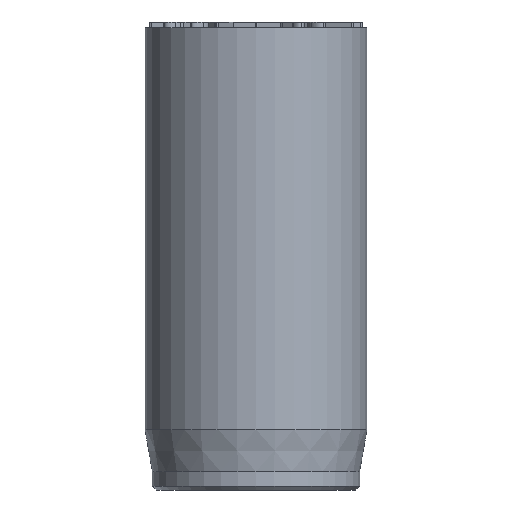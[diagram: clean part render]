
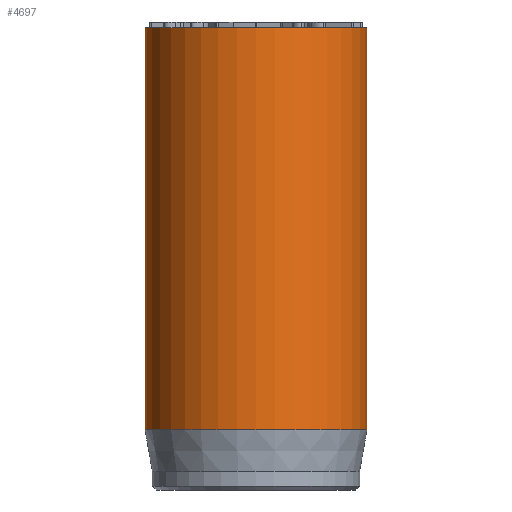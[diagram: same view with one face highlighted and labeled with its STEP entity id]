
A CAD part, front view. The second image highlights one B-rep face of the part: STEP entity #4697.
In plain terms, the highlighted cylindrical face has radius 6 mm (diameter 12 mm), a full revolution.
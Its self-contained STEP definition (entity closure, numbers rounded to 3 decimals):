
#32=CYLINDRICAL_SURFACE('',#4876,6.);
#46=CIRCLE('',#4846,6.);
#62=CIRCLE('',#4874,6.);
#63=CIRCLE('',#4875,6.);
#808=FACE_OUTER_BOUND('',#1089,.T.);
#1089=EDGE_LOOP('',(#4264,#4265,#4266,#4267,#4268));
#1432=LINE('',#8909,#1783);
#1783=VECTOR('',#5436,6.);
#2231=VERTEX_POINT('',#8851);
#2247=VERTEX_POINT('',#8903);
#2248=VERTEX_POINT('',#8904);
#2901=EDGE_CURVE('',#2231,#2231,#46,.T.);
#2925=EDGE_CURVE('',#2247,#2248,#62,.T.);
#2926=EDGE_CURVE('',#2248,#2247,#63,.T.);
#2928=EDGE_CURVE('',#2231,#2247,#1432,.T.);
#4264=ORIENTED_EDGE('',*,*,#2901,.T.);
#4265=ORIENTED_EDGE('',*,*,#2928,.T.);
#4266=ORIENTED_EDGE('',*,*,#2925,.T.);
#4267=ORIENTED_EDGE('',*,*,#2926,.T.);
#4268=ORIENTED_EDGE('',*,*,#2928,.F.);
#4697=ADVANCED_FACE('',(#808),#32,.T.);
#4846=AXIS2_PLACEMENT_3D('',#8852,#5365,#5366);
#4874=AXIS2_PLACEMENT_3D('',#8905,#5429,#5430);
#4875=AXIS2_PLACEMENT_3D('',#8906,#5431,#5432);
#4876=AXIS2_PLACEMENT_3D('',#8908,#5434,#5435);
#5365=DIRECTION('center_axis',(0.,0.,-1.));
#5366=DIRECTION('ref_axis',(-1.,0.,0.));
#5429=DIRECTION('center_axis',(0.,0.,1.));
#5430=DIRECTION('ref_axis',(-1.,0.,0.));
#5431=DIRECTION('center_axis',(0.,0.,1.));
#5432=DIRECTION('ref_axis',(-1.,0.,0.));
#5434=DIRECTION('center_axis',(0.,0.,1.));
#5435=DIRECTION('ref_axis',(-1.,0.,0.));
#5436=DIRECTION('',(0.,0.,-1.));
#8851=CARTESIAN_POINT('',(6.,0.,25.));
#8852=CARTESIAN_POINT('Origin',(0.,0.,25.));
#8903=CARTESIAN_POINT('',(6.,0.,3.269));
#8904=CARTESIAN_POINT('',(-6.,0.,3.269));
#8905=CARTESIAN_POINT('Origin',(0.,0.,3.269));
#8906=CARTESIAN_POINT('Origin',(0.,0.,3.269));
#8908=CARTESIAN_POINT('Origin',(0.,0.,0.));
#8909=CARTESIAN_POINT('',(6.,0.,0.));
